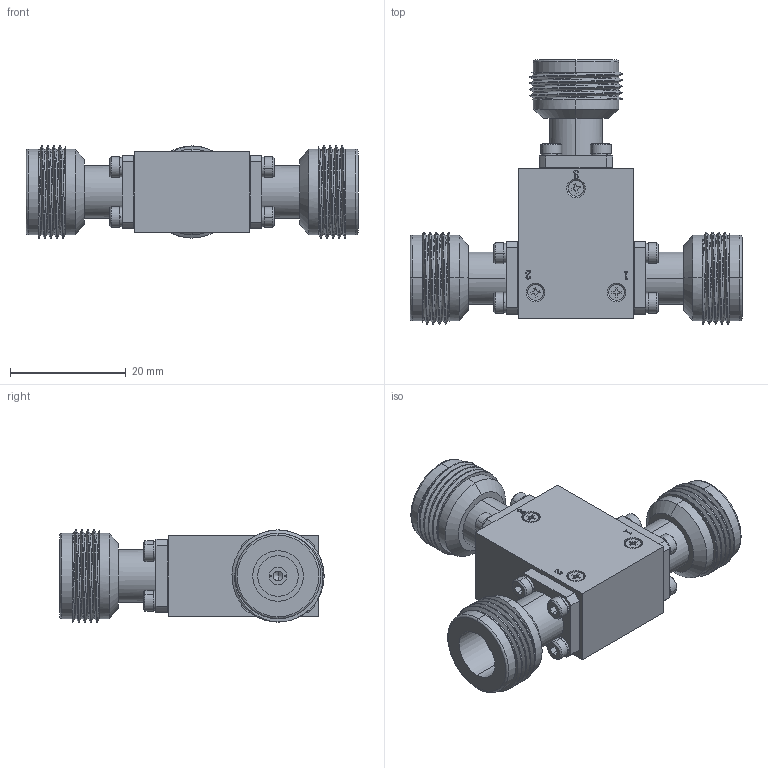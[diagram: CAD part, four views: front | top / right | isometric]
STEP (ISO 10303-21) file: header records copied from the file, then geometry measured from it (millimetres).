
FILE_DESCRIPTION (( 'STEP AP214' ), '1' );
FILE_NAME ('FMCR1042_3D.step', '2025-04-17T16:53:11', ( '' ), ( '' ), 'SwSTEP 2.0', 'SolidWorks 2022', '' );
FILE_SCHEMA (( 'AUTOMOTIVE_DESIGN' ));
Length unit declared in the file: millimetre
Products named in the file (1): FMCR1042_3D
Bounding box: 57.4 x 45.66 x 15.93 mm (x, y, z)
Volume: 12413.2 mm3; surface area: 9191.1 mm2
Topology: 1 solids, 24 shells, 1022 faces, 2719 edges, 1736 vertices
Faces by surface type: plane 544, cylinder 347, cone 92, torus 30, bspline 9
Entity records: 35408 total; most frequent: CARTESIAN_POINT 9882, DIRECTION 5367, ORIENTED_EDGE 5350, EDGE_CURVE 2675, AXIS2_PLACEMENT_3D 1862, VERTEX_POINT 1736, LINE 1643, VECTOR 1643
